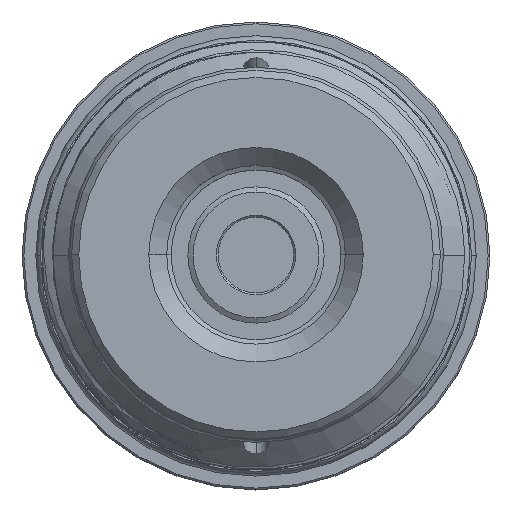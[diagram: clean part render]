
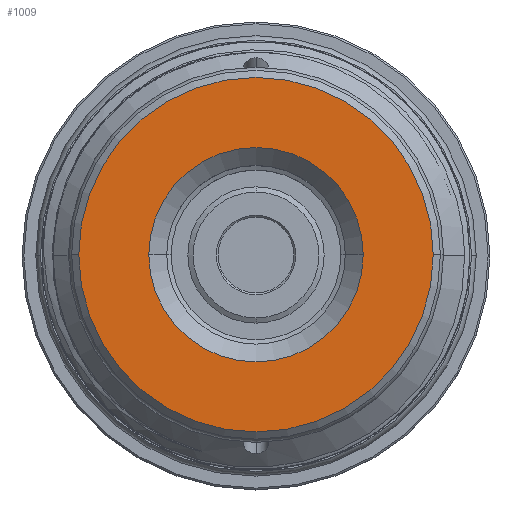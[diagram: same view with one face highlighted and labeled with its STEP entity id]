
A CAD part, top view. The second image highlights one B-rep face of the part: STEP entity #1009.
In plain terms, the highlighted planar face has unit normal (0, 0, 1).
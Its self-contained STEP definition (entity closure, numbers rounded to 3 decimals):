
#90 = DIRECTION ( 'NONE',  ( 1., 0., 0. ) ) ;
#235 = FACE_OUTER_BOUND ( 'NONE', #14468, .T. ) ;
#350 = DIRECTION ( 'NONE',  ( 0., 0., -1. ) ) ;
#586 = CIRCLE ( 'NONE', #9102, 19.84 ) ;
#1009 = ADVANCED_FACE ( 'NONE', ( #7023, #235 ), #12478, .T. ) ;
#1930 = CARTESIAN_POINT ( 'NONE',  ( 0., 0., 85.95 ) ) ;
#2392 = EDGE_LOOP ( 'NONE', ( #4596, #4085 ) ) ;
#2461 = DIRECTION ( 'NONE',  ( 0., 0., 1. ) ) ;
#2619 = AXIS2_PLACEMENT_3D ( 'NONE', #4036, #350, #8920 ) ;
#3303 = CIRCLE ( 'NONE', #15596, 12. ) ;
#3826 = CARTESIAN_POINT ( 'NONE',  ( 20.64, 0., 85.95 ) ) ;
#3948 = EDGE_CURVE ( 'NONE', #6762, #6826, #5244, .T. ) ;
#4036 = CARTESIAN_POINT ( 'NONE',  ( 0., 0., 85.95 ) ) ;
#4085 = ORIENTED_EDGE ( 'NONE', *, *, #14816, .T. ) ;
#4271 = AXIS2_PLACEMENT_3D ( 'NONE', #3826, #2461, #90 ) ;
#4338 = CARTESIAN_POINT ( 'NONE',  ( 0., 0., 85.95 ) ) ;
#4596 = ORIENTED_EDGE ( 'NONE', *, *, #6760, .T. ) ;
#5159 = CARTESIAN_POINT ( 'NONE',  ( 19.84, 0., 85.95 ) ) ;
#5244 = CIRCLE ( 'NONE', #7134, 19.84 ) ;
#6299 = VERTEX_POINT ( 'NONE', #14313 ) ;
#6760 = EDGE_CURVE ( 'NONE', #6299, #10030, #9653, .T. ) ;
#6762 = VERTEX_POINT ( 'NONE', #5159 ) ;
#6826 = VERTEX_POINT ( 'NONE', #7870 ) ;
#6914 = DIRECTION ( 'NONE',  ( 1., 0., 0. ) ) ;
#7023 = FACE_BOUND ( 'NONE', #2392, .T. ) ;
#7033 = DIRECTION ( 'NONE',  ( 1., 0., 0. ) ) ;
#7134 = AXIS2_PLACEMENT_3D ( 'NONE', #4338, #14513, #7033 ) ;
#7870 = CARTESIAN_POINT ( 'NONE',  ( -19.84, 0., 85.95 ) ) ;
#7918 = DIRECTION ( 'NONE',  ( 1., 0., 0. ) ) ;
#8920 = DIRECTION ( 'NONE',  ( 1., 0., 0. ) ) ;
#9102 = AXIS2_PLACEMENT_3D ( 'NONE', #1930, #13114, #6914 ) ;
#9653 = CIRCLE ( 'NONE', #2619, 12. ) ;
#10030 = VERTEX_POINT ( 'NONE', #12834 ) ;
#10741 = ORIENTED_EDGE ( 'NONE', *, *, #3948, .T. ) ;
#12478 = PLANE ( 'NONE',  #4271 ) ;
#12834 = CARTESIAN_POINT ( 'NONE',  ( -12., 0., 85.95 ) ) ;
#13019 = DIRECTION ( 'NONE',  ( 0., 0., -1. ) ) ;
#13114 = DIRECTION ( 'NONE',  ( 0., 0., 1. ) ) ;
#14186 = ORIENTED_EDGE ( 'NONE', *, *, #15251, .T. ) ;
#14313 = CARTESIAN_POINT ( 'NONE',  ( 12., 0., 85.95 ) ) ;
#14468 = EDGE_LOOP ( 'NONE', ( #14186, #10741 ) ) ;
#14513 = DIRECTION ( 'NONE',  ( 0., 0., 1. ) ) ;
#14816 = EDGE_CURVE ( 'NONE', #10030, #6299, #3303, .T. ) ;
#15251 = EDGE_CURVE ( 'NONE', #6826, #6762, #586, .T. ) ;
#15439 = CARTESIAN_POINT ( 'NONE',  ( 0., 0., 85.95 ) ) ;
#15596 = AXIS2_PLACEMENT_3D ( 'NONE', #15439, #13019, #7918 ) ;
